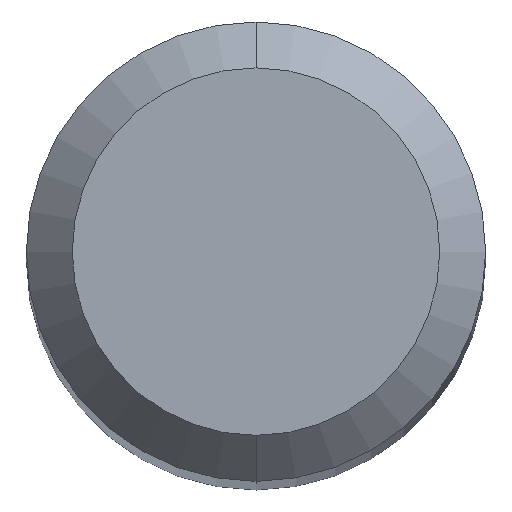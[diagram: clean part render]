
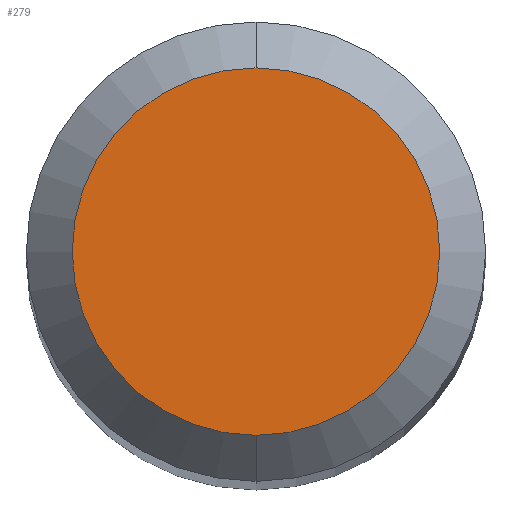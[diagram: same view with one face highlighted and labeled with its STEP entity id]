
A CAD part, top view. The second image highlights one B-rep face of the part: STEP entity #279.
In plain terms, the highlighted planar face has unit normal (0, 0, 1).
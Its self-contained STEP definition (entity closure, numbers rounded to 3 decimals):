
#213=EDGE_CURVE('',#429,#225,#527,.T.);
#225=VERTEX_POINT('',#539);
#279=ADVANCED_FACE('',(#599),#600,.T.);
#353=EDGE_CURVE('',#225,#429,#680,.T.);
#429=VERTEX_POINT('',#763);
#527=CIRCLE('',#894,1.2);
#539=CARTESIAN_POINT('',(0.,-1.2,0.0));
#599=FACE_OUTER_BOUND('',#1038,.T.);
#600=PLANE('',#1039);
#680=CIRCLE('',#1236,1.2);
#763=CARTESIAN_POINT('',(0.0,1.2,0.0));
#894=AXIS2_PLACEMENT_3D('',#1514,#1515,#1516);
#1038=EDGE_LOOP('',(#1589,#1590));
#1039=AXIS2_PLACEMENT_3D('',#1591,#1592,#1593);
#1236=AXIS2_PLACEMENT_3D('',#1668,#1669,#1670);
#1514=CARTESIAN_POINT('',(0.0,0.0,0.0));
#1515=DIRECTION('',(0.0,0.0,-1.0));
#1516=DIRECTION('',(0.0,1.0,0.0));
#1589=ORIENTED_EDGE('',*,*,#213,.F.);
#1590=ORIENTED_EDGE('',*,*,#353,.F.);
#1591=CARTESIAN_POINT('',(0.0,0.6,0.0));
#1592=DIRECTION('',(-0.0,0.0,1.0));
#1593=DIRECTION('',(0.0,-1.0,0.0));
#1668=CARTESIAN_POINT('',(0.0,0.0,0.0));
#1669=DIRECTION('',(0.0,0.0,-1.0));
#1670=DIRECTION('',(0.0,1.0,0.0));
